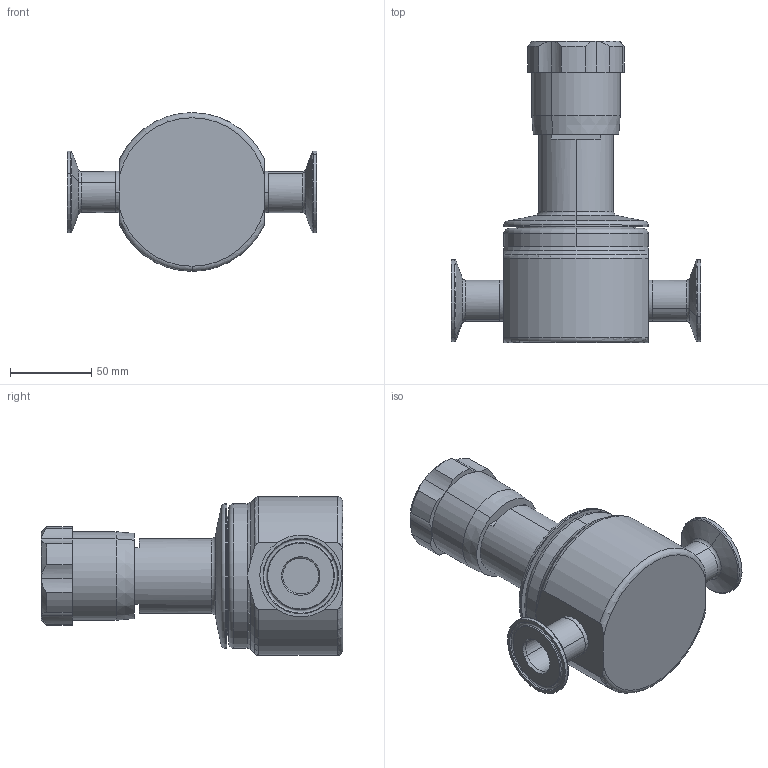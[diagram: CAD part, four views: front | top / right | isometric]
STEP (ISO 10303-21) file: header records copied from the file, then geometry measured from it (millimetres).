
FILE_DESCRIPTION (( 'STEP AP203' ), '1' );
FILE_NAME ('JSRH-075-RA.STEP', '2017-06-22T14:42:29', ( '' ), ( '' ), 'SwSTEP 2.0', 'SolidWorks 2014', '' );
FILE_SCHEMA (( 'CONFIG_CONTROL_DESIGN' ));
Length unit declared in the file: inch
Products named in the file (2): JSRH-075-RA
Bounding box: 153.92 x 185.57 x 97.79 mm (x, y, z)
Volume: 778645 mm3; surface area: 74009.4 mm2
Topology: 1 solids, 1 shells, 130 faces, 276 edges, 159 vertices
Faces by surface type: cylinder 47, cone 29, torus 29, plane 25
Entity records: 3907 total; most frequent: CARTESIAN_POINT 885, DIRECTION 680, ORIENTED_EDGE 552, AXIS2_PLACEMENT_3D 300, EDGE_CURVE 276, CIRCLE 168, VERTEX_POINT 159, EDGE_LOOP 141
